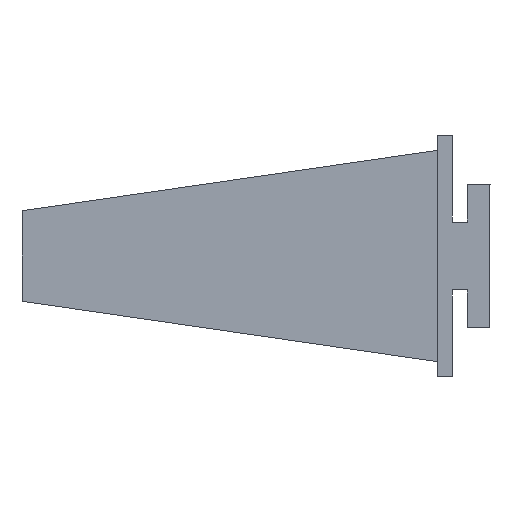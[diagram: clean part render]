
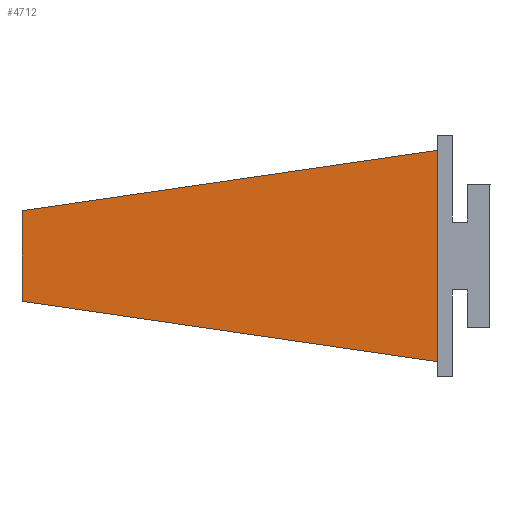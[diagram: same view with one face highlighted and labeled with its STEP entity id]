
A CAD part, left-side view. The second image highlights one B-rep face of the part: STEP entity #4712.
In plain terms, the highlighted planar face has unit normal (-1, 0, 0).
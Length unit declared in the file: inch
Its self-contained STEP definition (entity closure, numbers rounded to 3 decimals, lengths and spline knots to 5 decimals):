
#4692=AXIS2_PLACEMENT_3D('Plane Axis2P3D',#4689,#4690,#4691) ;
#1582=CARTESIAN_POINT('Vertex',(-47.34859,4.6078,0.875)) ;
#1587=CARTESIAN_POINT('Line Origine',(-47.34859,4.6078,0.)) ;
#1591=CARTESIAN_POINT('Vertex',(-47.34859,4.6078,-0.875)) ;
#4662=CARTESIAN_POINT('Line Origine',(-47.34859,6.3263,0.625)) ;
#4666=CARTESIAN_POINT('Vertex',(-47.34859,8.0448,0.375)) ;
#4689=CARTESIAN_POINT('Axis2P3D Location',(-47.34859,6.3263,0.875)) ;
#4694=CARTESIAN_POINT('Line Origine',(-47.34859,8.0448,0.)) ;
#4698=CARTESIAN_POINT('Vertex',(-47.34859,8.0448,-0.375)) ;
#4701=CARTESIAN_POINT('Line Origine',(-47.34859,6.3263,-0.625)) ;
#1588=DIRECTION('Vector Direction',(0.,0.,-1.)) ;
#4663=DIRECTION('Vector Direction',(0.,0.99,-0.144)) ;
#4690=DIRECTION('Axis2P3D Direction',(-1.,0.,0.)) ;
#4691=DIRECTION('Axis2P3D XDirection',(0.,0.,1.)) ;
#4695=DIRECTION('Vector Direction',(0.,0.,-1.)) ;
#4702=DIRECTION('Vector Direction',(0.,-0.99,-0.144)) ;
#1589=VECTOR('Line Direction',#1588,0.03937) ;
#4664=VECTOR('Line Direction',#4663,0.03937) ;
#4696=VECTOR('Line Direction',#4695,0.03937) ;
#4703=VECTOR('Line Direction',#4702,0.03937) ;
#4707=ORIENTED_EDGE('',*,*,#4700,.T.) ;
#4708=ORIENTED_EDGE('',*,*,#4705,.T.) ;
#4709=ORIENTED_EDGE('',*,*,#1593,.F.) ;
#4710=ORIENTED_EDGE('',*,*,#4668,.T.) ;
#4712=ADVANCED_FACE('DE1112-A FIN SEPARATOR DUNNAGE',(#4711),#4693,.T.) ;
#1593=EDGE_CURVE('',#1583,#1592,#1590,.T.) ;
#4668=EDGE_CURVE('',#1583,#4667,#4665,.T.) ;
#4700=EDGE_CURVE('',#4667,#4699,#4697,.T.) ;
#4705=EDGE_CURVE('',#4699,#1592,#4704,.T.) ;
#4706=EDGE_LOOP('',(#4707,#4708,#4709,#4710)) ;
#4711=FACE_OUTER_BOUND('',#4706,.T.) ;
#1590=LINE('Line',#1587,#1589) ;
#4665=LINE('Line',#4662,#4664) ;
#4697=LINE('Line',#4694,#4696) ;
#4704=LINE('Line',#4701,#4703) ;
#4693=PLANE('',#4692) ;
#1583=VERTEX_POINT('',#1582) ;
#1592=VERTEX_POINT('',#1591) ;
#4667=VERTEX_POINT('',#4666) ;
#4699=VERTEX_POINT('',#4698) ;
